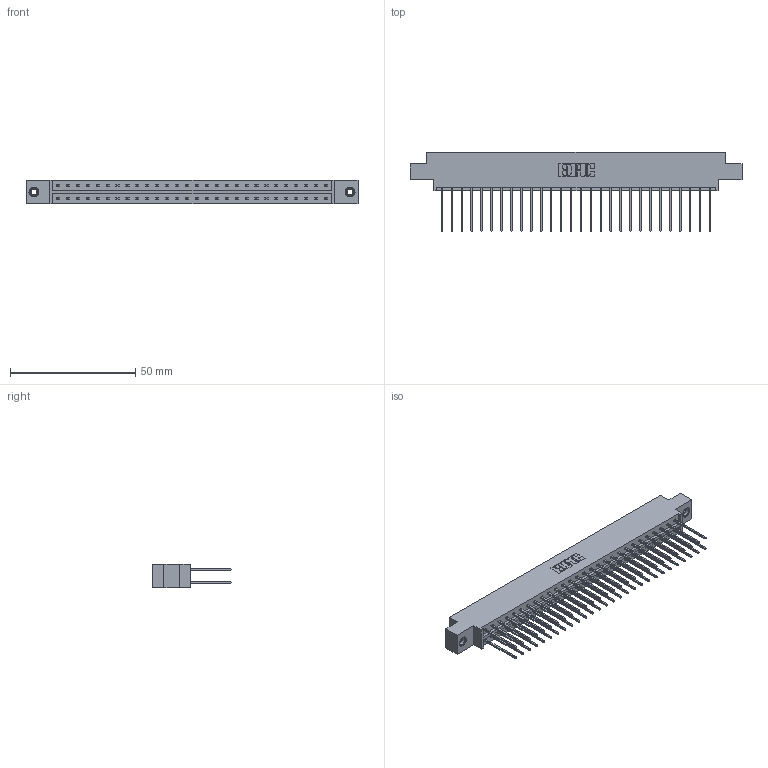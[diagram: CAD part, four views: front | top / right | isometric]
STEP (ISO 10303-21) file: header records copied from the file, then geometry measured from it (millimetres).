
FILE_DESCRIPTION (( 'STEP AP203' ), '1' );
FILE_NAME ('333-056-542-808.STEP', '2018-08-04T05:01:42', ( '' ), ( '' ), 'SwSTEP 2.0', 'SolidWorks 2016', '' );
FILE_SCHEMA (( 'CONFIG_CONTROL_DESIGN' ));
Length unit declared in the file: inch
Products named in the file (4): 333 Part_Offset - .156 Dia - TI; 345-292-001_345-293-142; 345-250-001_345-250-003-102; 333-056-542-808
Assembly tree (59 placements, depth 2):
  333-056-542-808
    333 Part_Offset - .156 Dia - TI
    345-292-001_345-293-142  x56
    345-250-001_345-250-003-102  x2
Bounding box: 132.49 x 31.63 x 9.4 mm (x, y, z)
Volume: 13421.9 mm3; surface area: 17251.8 mm2
Topology: 59 solids, 59 shells, 3090 faces, 9139 edges, 6010 vertices
Faces by surface type: plane 2122, cylinder 952, cone 12, torus 4
Entity records: 21160 total; most frequent: CARTESIAN_POINT 3509, ORIENTED_EDGE 3438, DIRECTION 3053, EDGE_CURVE 1719, VECTOR 1571, LINE 1571, VERTEX_POINT 1140, AXIS2_PLACEMENT_3D 741
